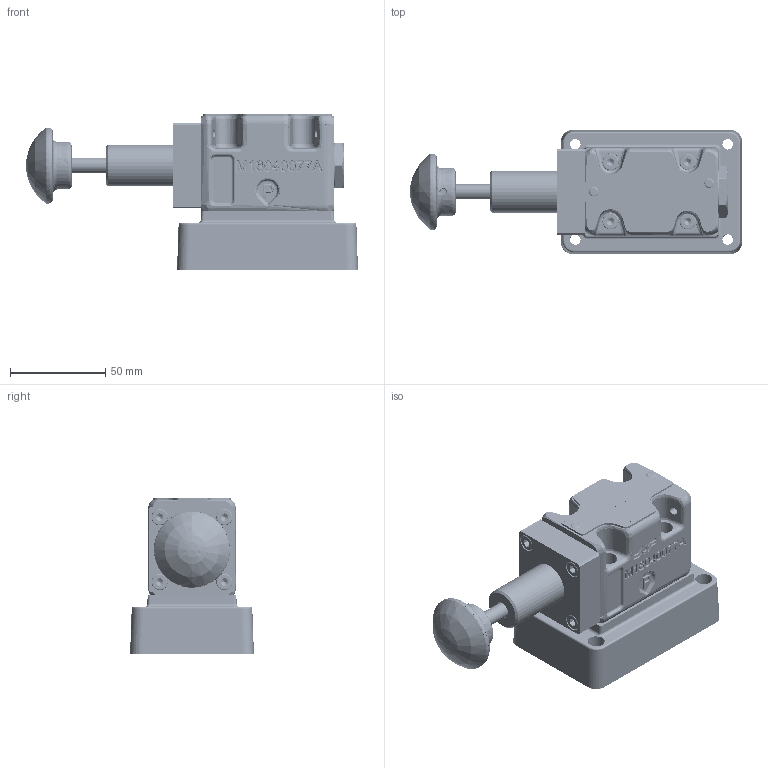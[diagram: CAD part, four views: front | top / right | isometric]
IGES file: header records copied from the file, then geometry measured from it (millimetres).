
Start section: SolidWorks IGES file using analytic representation for surfaces
Global section: file name: SPFBC16011D0.igs; native system: SolidWorks 2014; preprocessor: SolidWorks 2014; author: serviziopdm; date: 160714.145706; units: millimetre
Bounding box: 174.25 x 65 x 82.3 mm (x, y, z)
Surface area: 99237.5 mm2 (no closed solid volume)
Topology: 0 solids, 0 shells, 4112 faces, 39935 edges, 39824 vertices
Faces by surface type: bspline 2685, revolution 1427
